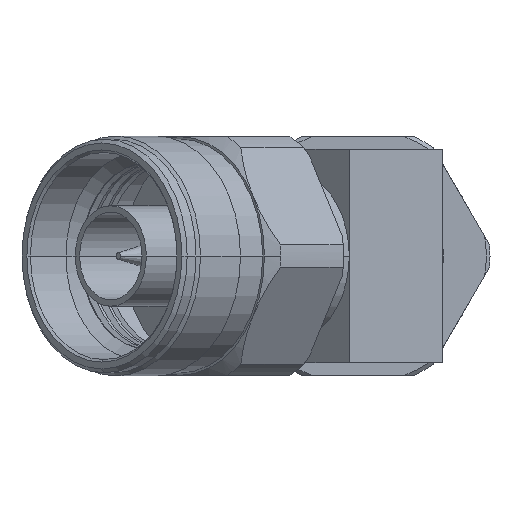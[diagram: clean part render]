
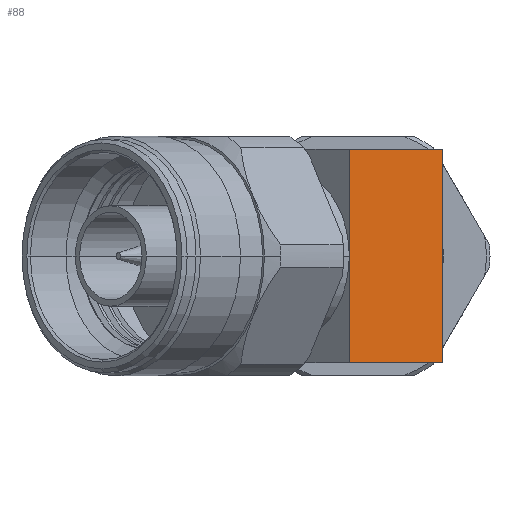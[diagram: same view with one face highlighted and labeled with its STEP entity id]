
A CAD part, left-side view. The second image highlights one B-rep face of the part: STEP entity #88.
In plain terms, the highlighted planar face has unit normal (-0.707, -0.707, 0).
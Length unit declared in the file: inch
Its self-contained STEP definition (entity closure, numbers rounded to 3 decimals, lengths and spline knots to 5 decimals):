
#88 = ADVANCED_FACE ( 'NONE', ( #4804 ), #1398, .T. ) ;
#117 = VECTOR ( 'NONE', #2654, 39.37008 ) ;
#151 = LINE ( 'NONE', #2352, #3633 ) ;
#349 = ORIENTED_EDGE ( 'NONE', *, *, #2784, .F. ) ;
#388 = LINE ( 'NONE', #4887, #117 ) ;
#818 = ORIENTED_EDGE ( 'NONE', *, *, #5138, .F. ) ;
#1125 = CARTESIAN_POINT ( 'NONE',  ( -0.40366, 0.02784, -0.33465 ) ) ;
#1238 = DIRECTION ( 'NONE',  ( 0.707, -0.707, 0. ) ) ;
#1255 = DIRECTION ( 'NONE',  ( 0.707, -0.707, 0. ) ) ;
#1398 = PLANE ( 'NONE',  #7032 ) ;
#1564 = DIRECTION ( 'NONE',  ( 0., 0., 1. ) ) ;
#1753 = CARTESIAN_POINT ( 'NONE',  ( -0.40366, 0.02784, 0.33465 ) ) ;
#1837 = EDGE_CURVE ( 'NONE', #6217, #4533, #388, .T. ) ;
#1887 = DIRECTION ( 'NONE',  ( -0.707, 0.707, 0. ) ) ;
#1944 = DIRECTION ( 'NONE',  ( -0.707, -0.707, 0. ) ) ;
#1999 = ORIENTED_EDGE ( 'NONE', *, *, #4297, .T. ) ;
#2335 = EDGE_LOOP ( 'NONE', ( #3979, #818, #349, #1999 ) ) ;
#2352 = CARTESIAN_POINT ( 'NONE',  ( -0.40366, 0.02784, 0.33465 ) ) ;
#2484 = CARTESIAN_POINT ( 'NONE',  ( -0.40366, 0.02784, -0.33465 ) ) ;
#2654 = DIRECTION ( 'NONE',  ( 0., 0., 1. ) ) ;
#2784 = EDGE_CURVE ( 'NONE', #5022, #2935, #5087, .T. ) ;
#2935 = VERTEX_POINT ( 'NONE', #1753 ) ;
#3058 = VECTOR ( 'NONE', #1564, 39.37008 ) ;
#3633 = VECTOR ( 'NONE', #1238, 39.37008 ) ;
#3879 = CARTESIAN_POINT ( 'NONE',  ( -0.40366, 0.02784, -0.33465 ) ) ;
#3979 = ORIENTED_EDGE ( 'NONE', *, *, #1837, .T. ) ;
#4297 = EDGE_CURVE ( 'NONE', #5022, #6217, #5311, .T. ) ;
#4533 = VERTEX_POINT ( 'NONE', #6574 ) ;
#4804 = FACE_OUTER_BOUND ( 'NONE', #2335, .T. ) ;
#4839 = CARTESIAN_POINT ( 'NONE',  ( -0.40366, 0.02784, -0.33465 ) ) ;
#4887 = CARTESIAN_POINT ( 'NONE',  ( -0.11136, -0.26447, -0.33465 ) ) ;
#5022 = VERTEX_POINT ( 'NONE', #1125 ) ;
#5087 = LINE ( 'NONE', #3879, #3058 ) ;
#5138 = EDGE_CURVE ( 'NONE', #2935, #4533, #151, .T. ) ;
#5311 = LINE ( 'NONE', #2484, #7268 ) ;
#5782 = CARTESIAN_POINT ( 'NONE',  ( -0.11136, -0.26447, -0.33465 ) ) ;
#6217 = VERTEX_POINT ( 'NONE', #5782 ) ;
#6574 = CARTESIAN_POINT ( 'NONE',  ( -0.11136, -0.26447, 0.33465 ) ) ;
#7032 = AXIS2_PLACEMENT_3D ( 'NONE', #4839, #1944, #1887 ) ;
#7268 = VECTOR ( 'NONE', #1255, 39.37008 ) ;
